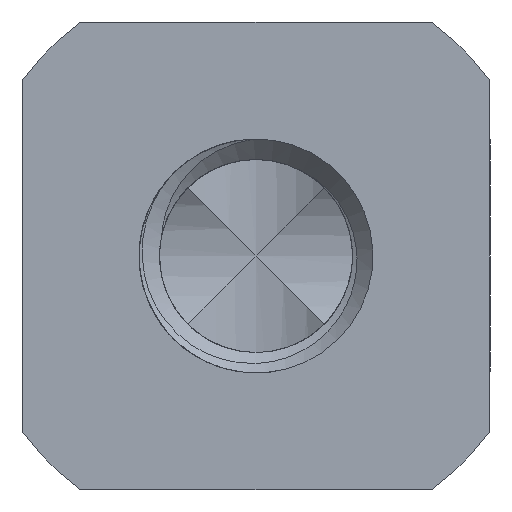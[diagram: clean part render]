
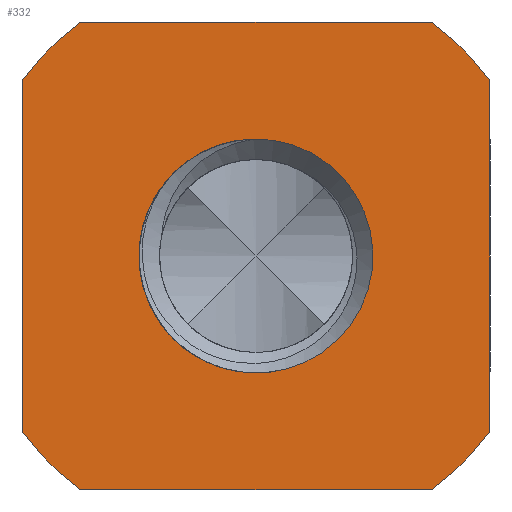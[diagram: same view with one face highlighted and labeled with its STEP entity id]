
A CAD part, front view. The second image highlights one B-rep face of the part: STEP entity #332.
In plain terms, the highlighted planar face has unit normal (0, -1, 0).
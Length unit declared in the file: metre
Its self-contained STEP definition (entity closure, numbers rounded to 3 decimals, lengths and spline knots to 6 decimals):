
#332 = ADVANCED_FACE( 'NONE', ( #737, #738 ), #739, .F. );
#737 = FACE_OUTER_BOUND( '', #2248, .T. );
#738 = FACE_BOUND( '', #2249, .T. );
#739 = PLANE( '', #2250 );
#2248 = EDGE_LOOP( '', ( #3842, #3843, #3844, #3845, #3846, #3847, #3848, #3849 ) );
#2249 = EDGE_LOOP( '', ( #3850, #3851 ) );
#2250 = AXIS2_PLACEMENT_3D( '', #3852, #3853, #3854 );
#3842 = ORIENTED_EDGE( '', *, *, #4417, .F. );
#3843 = ORIENTED_EDGE( '', *, *, #4498, .F. );
#3844 = ORIENTED_EDGE( '', *, *, #4688, .F. );
#3845 = ORIENTED_EDGE( '', *, *, #4449, .F. );
#3846 = ORIENTED_EDGE( '', *, *, #4374, .T. );
#3847 = ORIENTED_EDGE( '', *, *, #4557, .F. );
#3848 = ORIENTED_EDGE( '', *, *, #4404, .T. );
#3849 = ORIENTED_EDGE( '', *, *, #4523, .F. );
#3850 = ORIENTED_EDGE( '', *, *, #4689, .T. );
#3851 = ORIENTED_EDGE( '', *, *, #4683, .T. );
#3852 = CARTESIAN_POINT( '', ( 0., -0.004, 0. ) );
#3853 = DIRECTION( '', ( 0., 1., 0. ) );
#3854 = DIRECTION( '', ( 1., 0., 0. ) );
#4374 = EDGE_CURVE( 'NONE', #5210, #5211, #5212, .T. );
#4404 = EDGE_CURVE( 'NONE', #5261, #5262, #5263, .T. );
#4417 = EDGE_CURVE( 'NONE', #5284, #5285, #5286, .T. );
#4449 = EDGE_CURVE( 'NONE', #5210, #5340, #5341, .T. );
#4498 = EDGE_CURVE( 'NONE', #5424, #5284, #5425, .T. );
#4523 = EDGE_CURVE( 'NONE', #5285, #5262, #5461, .T. );
#4557 = EDGE_CURVE( 'NONE', #5261, #5211, #5521, .T. );
#4683 = EDGE_CURVE( 'NONE', #5702, #5572, #5703, .T. );
#4688 = EDGE_CURVE( 'NONE', #5340, #5424, #5708, .T. );
#4689 = EDGE_CURVE( 'NONE', #5572, #5702, #5709, .T. );
#5210 = VERTEX_POINT( 'NONE', #7828 );
#5211 = VERTEX_POINT( 'NONE', #7829 );
#5212 = LINE( '', #7830, #7831 );
#5261 = VERTEX_POINT( 'NONE', #7922 );
#5262 = VERTEX_POINT( 'NONE', #7923 );
#5263 = LINE( '', #7924, #7925 );
#5284 = VERTEX_POINT( 'NONE', #7970 );
#5285 = VERTEX_POINT( 'NONE', #7971 );
#5286 = LINE( '', #7972, #7973 );
#5340 = VERTEX_POINT( 'NONE', #8132 );
#5341 = CIRCLE( '', #8133, 0.005 );
#5424 = VERTEX_POINT( 'NONE', #8669 );
#5425 = CIRCLE( '', #8670, 0.005 );
#5461 = CIRCLE( '', #8761, 0.005 );
#5521 = CIRCLE( '', #9197, 0.005 );
#5572 = VERTEX_POINT( 'NONE', #9518 );
#5702 = VERTEX_POINT( 'NONE', #10054 );
#5703 = CIRCLE( '', #10055, 0.002 );
#5708 = LINE( '', #10078, #10079 );
#5709 = CIRCLE( '', #10080, 0.002 );
#7828 = CARTESIAN_POINT( '', ( -0.003, -0.004, -0.004 ) );
#7829 = CARTESIAN_POINT( '', ( 0.003, -0.004, -0.004 ) );
#7830 = CARTESIAN_POINT( '', ( 0., -0.004, -0.004 ) );
#7831 = VECTOR( '', #10521, 1. );
#7922 = CARTESIAN_POINT( '', ( 0.004, -0.004, -0.003 ) );
#7923 = CARTESIAN_POINT( '', ( 0.004, -0.004, 0.003 ) );
#7924 = CARTESIAN_POINT( '', ( 0.004, -0.004, 0. ) );
#7925 = VECTOR( '', #10570, 1. );
#7970 = CARTESIAN_POINT( '', ( -0.003, -0.004, 0.004 ) );
#7971 = CARTESIAN_POINT( '', ( 0.003, -0.004, 0.004 ) );
#7972 = CARTESIAN_POINT( '', ( 0., -0.004, 0.004 ) );
#7973 = VECTOR( '', #10589, 1. );
#8132 = CARTESIAN_POINT( '', ( -0.004, -0.004, -0.003 ) );
#8133 = AXIS2_PLACEMENT_3D( '', #10628, #10629, #10630 );
#8669 = CARTESIAN_POINT( '', ( -0.004, -0.004, 0.003 ) );
#8670 = AXIS2_PLACEMENT_3D( '', #10651, #10652, #10653 );
#8761 = AXIS2_PLACEMENT_3D( '', #10682, #10683, #10684 );
#9197 = AXIS2_PLACEMENT_3D( '', #10694, #10695, #10696 );
#9518 = CARTESIAN_POINT( '', ( -0.001462, -0.004, 0.001365 ) );
#10054 = CARTESIAN_POINT( '', ( -0.000047, -0.004, 0.001999 ) );
#10055 = AXIS2_PLACEMENT_3D( '', #10794, #10795, #10796 );
#10078 = CARTESIAN_POINT( '', ( -0.004, -0.004, 0. ) );
#10079 = VECTOR( '', #10797, 1. );
#10080 = AXIS2_PLACEMENT_3D( '', #10798, #10799, #10800 );
#10521 = DIRECTION( '', ( 1., 0., 0. ) );
#10570 = DIRECTION( '', ( 0., 0., 1. ) );
#10589 = DIRECTION( '', ( 1., 0., 0. ) );
#10628 = CARTESIAN_POINT( '', ( 0., -0.004, 0. ) );
#10629 = DIRECTION( '', ( 0., 1., 0. ) );
#10630 = DIRECTION( '', ( 0., 0., 1. ) );
#10651 = CARTESIAN_POINT( '', ( 0., -0.004, 0. ) );
#10652 = DIRECTION( '', ( 0., 1., 0. ) );
#10653 = DIRECTION( '', ( 0., 0., 1. ) );
#10682 = CARTESIAN_POINT( '', ( 0., -0.004, 0. ) );
#10683 = DIRECTION( '', ( 0., 1., 0. ) );
#10684 = DIRECTION( '', ( 0., 0., 1. ) );
#10694 = CARTESIAN_POINT( '', ( 0., -0.004, 0. ) );
#10695 = DIRECTION( '', ( 0., 1., 0. ) );
#10696 = DIRECTION( '', ( 0., 0., 1. ) );
#10794 = CARTESIAN_POINT( '', ( 0., -0.004, 0. ) );
#10795 = DIRECTION( '', ( 0., 1., 0. ) );
#10796 = DIRECTION( '', ( 0., 0., 1. ) );
#10797 = DIRECTION( '', ( 0., 0., 1. ) );
#10798 = CARTESIAN_POINT( '', ( 0., -0.004, 0. ) );
#10799 = DIRECTION( '', ( 0., 1., 0. ) );
#10800 = DIRECTION( '', ( 0., 0., 1. ) );
